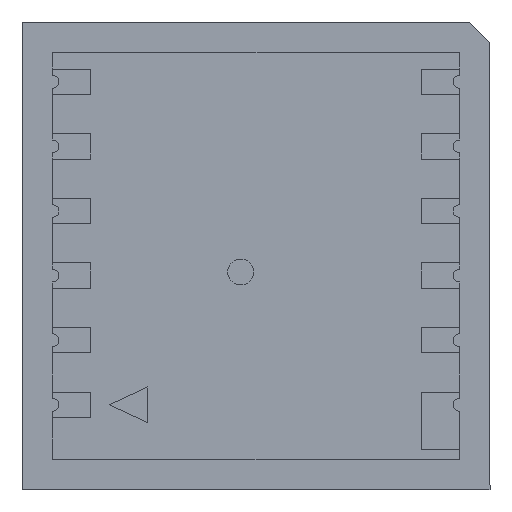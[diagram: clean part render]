
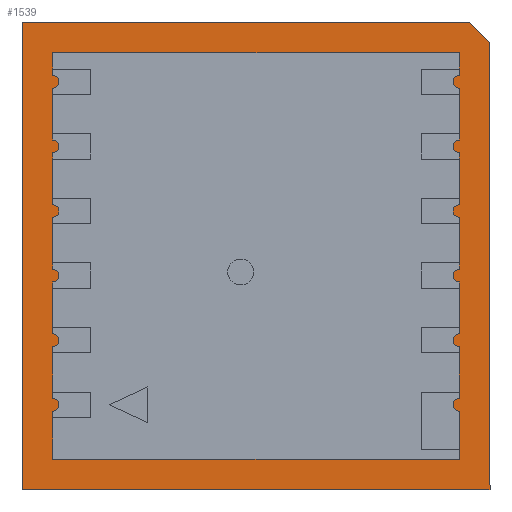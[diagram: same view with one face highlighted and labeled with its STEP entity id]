
A CAD part, front view. The second image highlights one B-rep face of the part: STEP entity #1539.
In plain terms, the highlighted planar face has unit normal (0, -1, 0).
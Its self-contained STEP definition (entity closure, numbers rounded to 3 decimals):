
#226 = DIRECTION ( 'NONE',  ( -1., 0., 0. ) ) ;
#334 = PLANE ( 'NONE',  #3813 ) ;
#391 = CARTESIAN_POINT ( 'NONE',  ( 8.4, 2.45, 9.2 ) ) ;
#419 = VERTEX_POINT ( 'NONE', #688 ) ;
#490 = CARTESIAN_POINT ( 'NONE',  ( 7.2, 2.45, -7.2 ) ) ;
#571 = DIRECTION ( 'NONE',  ( 0., 0., -1. ) ) ;
#626 = LINE ( 'NONE', #1419, #3730 ) ;
#688 = CARTESIAN_POINT ( 'NONE',  ( -7.2, 2.45, -7.2 ) ) ;
#755 = VECTOR ( 'NONE', #6122, 1000. ) ;
#1075 = DIRECTION ( 'NONE',  ( 0., 1., 0. ) ) ;
#1164 = DIRECTION ( 'NONE',  ( 0., 0., -1. ) ) ;
#1273 = VECTOR ( 'NONE', #4649, 1000. ) ;
#1369 = VERTEX_POINT ( 'NONE', #490 ) ;
#1419 = CARTESIAN_POINT ( 'NONE',  ( 9.2, 2.45, -9.2 ) ) ;
#1446 = CARTESIAN_POINT ( 'NONE',  ( 7.2, 2.45, -7.2 ) ) ;
#1539 = ADVANCED_FACE ( 'NONE', ( #4133, #8738 ), #334, .F. ) ;
#1772 = LINE ( 'NONE', #391, #9772 ) ;
#1774 = ORIENTED_EDGE ( 'NONE', *, *, #8454, .T. ) ;
#1817 = CARTESIAN_POINT ( 'NONE',  ( 0., 2.45, 0. ) ) ;
#1854 = CARTESIAN_POINT ( 'NONE',  ( -9.2, 2.45, 9.2 ) ) ;
#2263 = VERTEX_POINT ( 'NONE', #8005 ) ;
#2316 = ORIENTED_EDGE ( 'NONE', *, *, #7835, .T. ) ;
#2381 = LINE ( 'NONE', #1446, #1273 ) ;
#2502 = EDGE_CURVE ( 'NONE', #1369, #419, #2381, .T. ) ;
#2759 = EDGE_CURVE ( 'NONE', #3531, #9298, #5916, .T. ) ;
#2805 = CARTESIAN_POINT ( 'NONE',  ( -9.2, 2.45, 9.2 ) ) ;
#2826 = EDGE_LOOP ( 'NONE', ( #2966, #4056, #3162, #7859 ) ) ;
#2966 = ORIENTED_EDGE ( 'NONE', *, *, #4378, .T. ) ;
#3059 = CARTESIAN_POINT ( 'NONE',  ( 9.2, 2.45, -9.2 ) ) ;
#3162 = ORIENTED_EDGE ( 'NONE', *, *, #4046, .T. ) ;
#3297 = LINE ( 'NONE', #6387, #9725 ) ;
#3324 = EDGE_LOOP ( 'NONE', ( #4033, #2316, #1774, #3773, #3971 ) ) ;
#3349 = VECTOR ( 'NONE', #1164, 1000. ) ;
#3465 = LINE ( 'NONE', #5073, #6496 ) ;
#3531 = VERTEX_POINT ( 'NONE', #2805 ) ;
#3644 = CARTESIAN_POINT ( 'NONE',  ( -7.2, 2.45, 7.2 ) ) ;
#3730 = VECTOR ( 'NONE', #5183, 1000. ) ;
#3773 = ORIENTED_EDGE ( 'NONE', *, *, #7115, .T. ) ;
#3813 = AXIS2_PLACEMENT_3D ( 'NONE', #1817, #1075, #4235 ) ;
#3971 = ORIENTED_EDGE ( 'NONE', *, *, #3983, .T. ) ;
#3983 = EDGE_CURVE ( 'NONE', #4668, #3531, #6353, .T. ) ;
#4033 = ORIENTED_EDGE ( 'NONE', *, *, #2759, .T. ) ;
#4046 = EDGE_CURVE ( 'NONE', #8886, #1369, #3465, .T. ) ;
#4056 = ORIENTED_EDGE ( 'NONE', *, *, #6851, .T. ) ;
#4133 = FACE_BOUND ( 'NONE', #2826, .T. ) ;
#4230 = CARTESIAN_POINT ( 'NONE',  ( -9.2, 2.45, -9.2 ) ) ;
#4235 = DIRECTION ( 'NONE',  ( 0., 0., -1. ) ) ;
#4378 = EDGE_CURVE ( 'NONE', #419, #2263, #3297, .T. ) ;
#4649 = DIRECTION ( 'NONE',  ( -1., 0., 0. ) ) ;
#4668 = VERTEX_POINT ( 'NONE', #6891 ) ;
#5073 = CARTESIAN_POINT ( 'NONE',  ( 7.2, 2.45, 7.2 ) ) ;
#5183 = DIRECTION ( 'NONE',  ( 0., 0., 1. ) ) ;
#5330 = VECTOR ( 'NONE', #5786, 1000. ) ;
#5786 = DIRECTION ( 'NONE',  ( 1., 0., 0. ) ) ;
#5916 = LINE ( 'NONE', #4230, #3349 ) ;
#6122 = DIRECTION ( 'NONE',  ( 1., 0., 0. ) ) ;
#6353 = LINE ( 'NONE', #1854, #7141 ) ;
#6387 = CARTESIAN_POINT ( 'NONE',  ( -7.2, 2.45, -7.2 ) ) ;
#6478 = DIRECTION ( 'NONE',  ( -0.707, 0., 0.707 ) ) ;
#6496 = VECTOR ( 'NONE', #571, 1000. ) ;
#6851 = EDGE_CURVE ( 'NONE', #2263, #8886, #8251, .T. ) ;
#6891 = CARTESIAN_POINT ( 'NONE',  ( 8.4, 2.45, 9.2 ) ) ;
#7115 = EDGE_CURVE ( 'NONE', #9442, #4668, #1772, .T. ) ;
#7141 = VECTOR ( 'NONE', #226, 1000. ) ;
#7461 = CARTESIAN_POINT ( 'NONE',  ( -9.2, 2.45, -9.2 ) ) ;
#7577 = VERTEX_POINT ( 'NONE', #3059 ) ;
#7783 = CARTESIAN_POINT ( 'NONE',  ( 9.2, 2.45, 8.4 ) ) ;
#7835 = EDGE_CURVE ( 'NONE', #9298, #7577, #8921, .T. ) ;
#7859 = ORIENTED_EDGE ( 'NONE', *, *, #2502, .T. ) ;
#8005 = CARTESIAN_POINT ( 'NONE',  ( -7.2, 2.45, 7.2 ) ) ;
#8251 = LINE ( 'NONE', #3644, #755 ) ;
#8454 = EDGE_CURVE ( 'NONE', #7577, #9442, #626, .T. ) ;
#8611 = DIRECTION ( 'NONE',  ( 0., 0., 1. ) ) ;
#8738 = FACE_OUTER_BOUND ( 'NONE', #3324, .T. ) ;
#8776 = CARTESIAN_POINT ( 'NONE',  ( 7.2, 2.45, 7.2 ) ) ;
#8886 = VERTEX_POINT ( 'NONE', #8776 ) ;
#8914 = CARTESIAN_POINT ( 'NONE',  ( -9.2, 2.45, -9.2 ) ) ;
#8921 = LINE ( 'NONE', #7461, #5330 ) ;
#9298 = VERTEX_POINT ( 'NONE', #8914 ) ;
#9442 = VERTEX_POINT ( 'NONE', #7783 ) ;
#9725 = VECTOR ( 'NONE', #8611, 1000. ) ;
#9772 = VECTOR ( 'NONE', #6478, 1000. ) ;
